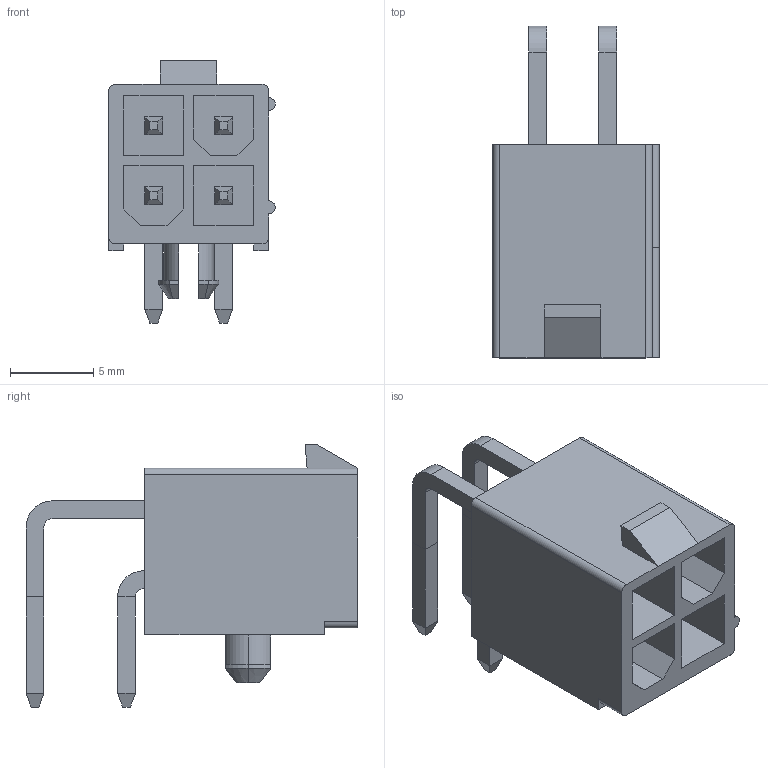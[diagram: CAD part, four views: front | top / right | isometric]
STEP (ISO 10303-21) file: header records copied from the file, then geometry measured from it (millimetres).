
FILE_DESCRIPTION(('FreeCAD Model'),'2;1');
FILE_NAME('Open CASCADE Shape Model','2025-04-12T09:40:15',( 'kicad StepUp'),('ksu MCAD'),'Open CASCADE STEP processor 7.8', 'FreeCAD','Unknown');
FILE_SCHEMA(('AUTOMOTIVE_DESIGN { 1 0 10303 214 1 1 1 1 }'));
Length unit declared in the file: millimetre
Products named in the file (10): MOLEX_MINI_FIT_02x02_P4.20mm_HORIZONTAL; 0026013115; 0026013115001; 0026013115002; 0026013115003; 0026013115004; 0026013115005; 0026013115006; 0026013115007; 0026013115008
Assembly tree (9 placements, depth 2):
  MOLEX_MINI_FIT_02x02_P4.20mm_HORIZONTAL
    0026013115
    0026013115001
    0026013115002
    0026013115003
    0026013115004
    0026013115005
    0026013115006
    0026013115007
    0026013115008
Bounding box: 10 x 19.93 x 15.76 mm (x, y, z)
Volume: 839.6 mm3; surface area: 1692.5 mm2
Topology: 9 solids, 9 shells, 180 faces, 425 edges, 269 vertices
Faces by surface type: plane 157, cylinder 20, cone 3
Entity records: 5314 total; most frequent: CARTESIAN_POINT 896, ORIENTED_EDGE 850, DIRECTION 844, EDGE_CURVE 425, LINE 378, VECTOR 378, VERTEX_POINT 269, AXIS2_PLACEMENT_3D 233
